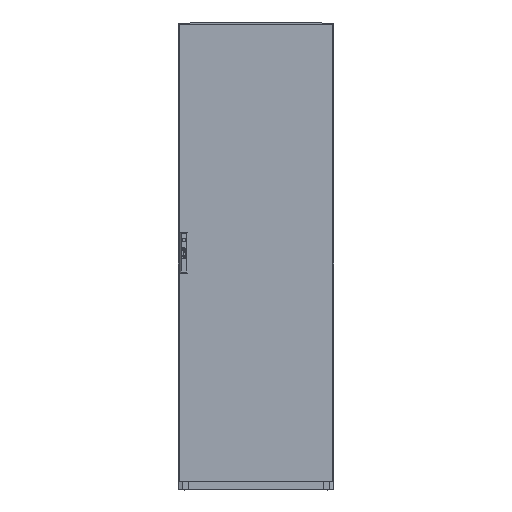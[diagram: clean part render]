
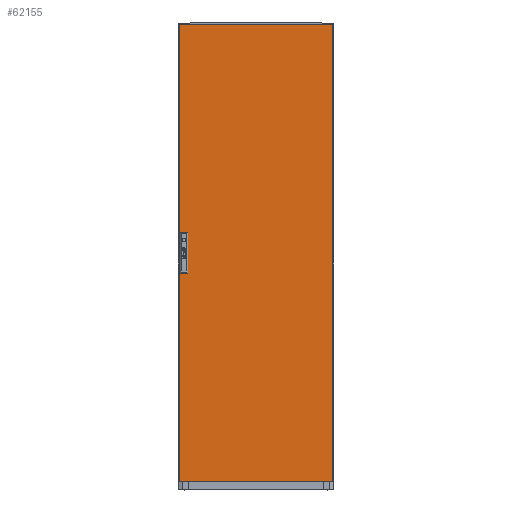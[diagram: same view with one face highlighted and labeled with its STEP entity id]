
A CAD part, top view. The second image highlights one B-rep face of the part: STEP entity #62155.
In plain terms, the highlighted planar face has unit normal (0, 0, 1).
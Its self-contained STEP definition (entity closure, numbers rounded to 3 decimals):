
#2385 = EDGE_CURVE ( 'NONE', #26964, #89309, #54417, .T. ) ;
#2577 = DIRECTION ( 'NONE',  ( 1., 0., 0. ) ) ;
#3719 = CARTESIAN_POINT ( 'NONE',  ( -297., 883.5, 0. ) ) ;
#4371 = LINE ( 'NONE', #45641, #43989 ) ;
#5314 = DIRECTION ( 'NONE',  ( 1., 0., 0. ) ) ;
#8252 = EDGE_CURVE ( 'NONE', #20994, #33338, #68495, .T. ) ;
#9409 = DIRECTION ( 'NONE',  ( 0., 1., 0. ) ) ;
#9678 = EDGE_CURVE ( 'NONE', #38805, #43572, #66238, .T. ) ;
#10327 = CARTESIAN_POINT ( 'NONE',  ( 297., 883.5, 0. ) ) ;
#11855 = ORIENTED_EDGE ( 'NONE', *, *, #55189, .T. ) ;
#14490 = CARTESIAN_POINT ( 'NONE',  ( -293.4, 78.5, 0. ) ) ;
#17886 = CARTESIAN_POINT ( 'NONE',  ( -263., -78.5, 0. ) ) ;
#17902 = LINE ( 'NONE', #14490, #86797 ) ;
#18344 = EDGE_CURVE ( 'NONE', #41662, #38805, #17902, .T. ) ;
#19664 = DIRECTION ( 'NONE',  ( 0., 0., 1. ) ) ;
#20994 = VERTEX_POINT ( 'NONE', #60008 ) ;
#21977 = EDGE_LOOP ( 'NONE', ( #62636, #11855, #72859, #73512 ) ) ;
#24278 = EDGE_CURVE ( 'NONE', #41662, #114896, #33776, .T. ) ;
#26964 = VERTEX_POINT ( 'NONE', #93129 ) ;
#29461 = FACE_BOUND ( 'NONE', #47788, .T. ) ;
#32942 = EDGE_CURVE ( 'NONE', #114896, #43572, #109352, .T. ) ;
#33338 = VERTEX_POINT ( 'NONE', #10327 ) ;
#33776 = LINE ( 'NONE', #56892, #73008 ) ;
#38589 = CARTESIAN_POINT ( 'NONE',  ( 0., 0., 0. ) ) ;
#38805 = VERTEX_POINT ( 'NONE', #41113 ) ;
#41113 = CARTESIAN_POINT ( 'NONE',  ( -263., 78.5, 0. ) ) ;
#41662 = VERTEX_POINT ( 'NONE', #54796 ) ;
#42353 = VECTOR ( 'NONE', #74442, 1000. ) ;
#43572 = VERTEX_POINT ( 'NONE', #17886 ) ;
#43989 = VECTOR ( 'NONE', #108404, 1000. ) ;
#44632 = VECTOR ( 'NONE', #9409, 1000. ) ;
#45641 = CARTESIAN_POINT ( 'NONE',  ( -297., 883.5, 0. ) ) ;
#47788 = EDGE_LOOP ( 'NONE', ( #110458, #53552, #53036, #103617 ) ) ;
#47858 = CARTESIAN_POINT ( 'NONE',  ( -263., 0., 0. ) ) ;
#50637 = FACE_OUTER_BOUND ( 'NONE', #21977, .T. ) ;
#52812 = CARTESIAN_POINT ( 'NONE',  ( -297., -883.5, 0. ) ) ;
#53036 = ORIENTED_EDGE ( 'NONE', *, *, #32942, .F. ) ;
#53552 = ORIENTED_EDGE ( 'NONE', *, *, #9678, .T. ) ;
#54417 = LINE ( 'NONE', #3719, #72558 ) ;
#54796 = CARTESIAN_POINT ( 'NONE',  ( -293.4, 78.5, 0. ) ) ;
#55189 = EDGE_CURVE ( 'NONE', #33338, #26964, #4371, .T. ) ;
#56892 = CARTESIAN_POINT ( 'NONE',  ( -293.4, 0., 0. ) ) ;
#56992 = CARTESIAN_POINT ( 'NONE',  ( -293.4, -78.5, 0. ) ) ;
#60008 = CARTESIAN_POINT ( 'NONE',  ( 297., -883.5, 0. ) ) ;
#61709 = VECTOR ( 'NONE', #101248, 1000. ) ;
#62155 = ADVANCED_FACE ( 'NONE', ( #29461, #50637 ), #110376, .T. ) ;
#62636 = ORIENTED_EDGE ( 'NONE', *, *, #8252, .T. ) ;
#66238 = LINE ( 'NONE', #47858, #42353 ) ;
#68495 = LINE ( 'NONE', #99079, #44632 ) ;
#68864 = CARTESIAN_POINT ( 'NONE',  ( -297., -883.5, 0. ) ) ;
#71677 = EDGE_CURVE ( 'NONE', #89309, #20994, #113367, .T. ) ;
#72558 = VECTOR ( 'NONE', #111526, 1000. ) ;
#72859 = ORIENTED_EDGE ( 'NONE', *, *, #2385, .T. ) ;
#73008 = VECTOR ( 'NONE', #110518, 1000. ) ;
#73512 = ORIENTED_EDGE ( 'NONE', *, *, #71677, .T. ) ;
#74442 = DIRECTION ( 'NONE',  ( 0., -1., 0. ) ) ;
#86797 = VECTOR ( 'NONE', #5314, 1000. ) ;
#88178 = AXIS2_PLACEMENT_3D ( 'NONE', #38589, #19664, #2577 ) ;
#88754 = DIRECTION ( 'NONE',  ( 1., 0., 0. ) ) ;
#89309 = VERTEX_POINT ( 'NONE', #68864 ) ;
#89468 = VECTOR ( 'NONE', #88754, 1000. ) ;
#93129 = CARTESIAN_POINT ( 'NONE',  ( -297., 883.5, 0. ) ) ;
#99079 = CARTESIAN_POINT ( 'NONE',  ( 297., 883.5, 0. ) ) ;
#101248 = DIRECTION ( 'NONE',  ( 1., 0., 0. ) ) ;
#103617 = ORIENTED_EDGE ( 'NONE', *, *, #24278, .F. ) ;
#107406 = CARTESIAN_POINT ( 'NONE',  ( -293.4, -78.5, 0. ) ) ;
#108404 = DIRECTION ( 'NONE',  ( -1., 0., 0. ) ) ;
#109352 = LINE ( 'NONE', #56992, #61709 ) ;
#110376 = PLANE ( 'NONE',  #88178 ) ;
#110458 = ORIENTED_EDGE ( 'NONE', *, *, #18344, .T. ) ;
#110518 = DIRECTION ( 'NONE',  ( 0., -1., 0. ) ) ;
#111526 = DIRECTION ( 'NONE',  ( 0., -1., 0. ) ) ;
#113367 = LINE ( 'NONE', #52812, #89468 ) ;
#114896 = VERTEX_POINT ( 'NONE', #107406 ) ;
